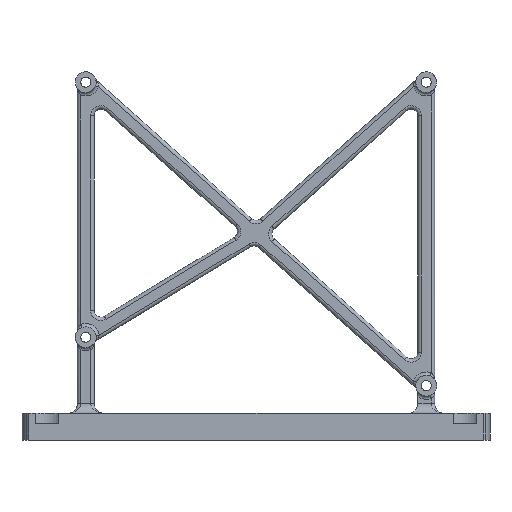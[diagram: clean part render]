
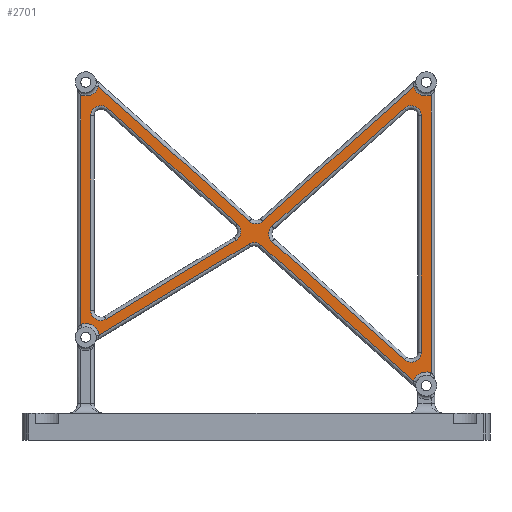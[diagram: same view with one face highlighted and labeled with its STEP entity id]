
A CAD part, front view. The second image highlights one B-rep face of the part: STEP entity #2701.
In plain terms, the highlighted planar face has unit normal (0, -1, 0).
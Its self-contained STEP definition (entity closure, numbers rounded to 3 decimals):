
#22=FACE_BOUND('',#714,.T.);
#23=FACE_BOUND('',#715,.T.);
#116=LINE('',#4366,#288);
#117=LINE('',#4371,#289);
#118=LINE('',#4375,#290);
#119=LINE('',#4379,#291);
#120=LINE('',#4383,#292);
#121=LINE('',#4386,#293);
#122=LINE('',#4391,#294);
#123=LINE('',#4395,#295);
#124=LINE('',#4398,#296);
#125=LINE('',#4403,#297);
#126=LINE('',#4407,#298);
#127=LINE('',#4410,#299);
#288=VECTOR('',#3248,10.);
#289=VECTOR('',#3253,10.);
#290=VECTOR('',#3256,10.);
#291=VECTOR('',#3259,10.);
#292=VECTOR('',#3262,10.);
#293=VECTOR('',#3265,10.);
#294=VECTOR('',#3268,10.);
#295=VECTOR('',#3271,10.);
#296=VECTOR('',#3274,10.);
#297=VECTOR('',#3277,10.);
#298=VECTOR('',#3280,10.);
#299=VECTOR('',#3283,10.);
#455=PLANE('',#2894);
#544=FACE_OUTER_BOUND('',#713,.T.);
#713=EDGE_LOOP('',(#1874,#1875,#1876,#1877,#1878,#1879,#1880,#1881,#1882,
#1883,#1884,#1885));
#714=EDGE_LOOP('',(#1886,#1887,#1888,#1889,#1890,#1891));
#715=EDGE_LOOP('',(#1892,#1893,#1894,#1895,#1896,#1897));
#895=CIRCLE('',#2886,4.1);
#902=CIRCLE('',#2895,3.);
#903=CIRCLE('',#2896,4.1);
#904=CIRCLE('',#2897,4.1);
#905=CIRCLE('',#2898,3.);
#906=CIRCLE('',#2899,4.1);
#907=CIRCLE('',#2900,3.);
#908=CIRCLE('',#2901,3.);
#909=CIRCLE('',#2902,3.);
#910=CIRCLE('',#2903,3.);
#911=CIRCLE('',#2904,3.);
#912=CIRCLE('',#2905,3.);
#1149=VERTEX_POINT('',#4214);
#1151=VERTEX_POINT('',#4217);
#1160=VERTEX_POINT('',#4364);
#1161=VERTEX_POINT('',#4368);
#1162=VERTEX_POINT('',#4370);
#1163=VERTEX_POINT('',#4372);
#1164=VERTEX_POINT('',#4374);
#1165=VERTEX_POINT('',#4376);
#1166=VERTEX_POINT('',#4378);
#1167=VERTEX_POINT('',#4380);
#1168=VERTEX_POINT('',#4382);
#1169=VERTEX_POINT('',#4384);
#1170=VERTEX_POINT('',#4387);
#1171=VERTEX_POINT('',#4388);
#1172=VERTEX_POINT('',#4390);
#1173=VERTEX_POINT('',#4392);
#1174=VERTEX_POINT('',#4394);
#1175=VERTEX_POINT('',#4396);
#1176=VERTEX_POINT('',#4399);
#1177=VERTEX_POINT('',#4400);
#1178=VERTEX_POINT('',#4402);
#1179=VERTEX_POINT('',#4404);
#1180=VERTEX_POINT('',#4406);
#1181=VERTEX_POINT('',#4408);
#1415=EDGE_CURVE('',#1151,#1149,#895,.T.);
#1431=EDGE_CURVE('',#1149,#1160,#116,.T.);
#1432=EDGE_CURVE('',#1160,#1161,#902,.T.);
#1433=EDGE_CURVE('',#1161,#1162,#117,.T.);
#1434=EDGE_CURVE('',#1162,#1163,#903,.T.);
#1435=EDGE_CURVE('',#1163,#1164,#118,.T.);
#1436=EDGE_CURVE('',#1164,#1165,#904,.T.);
#1437=EDGE_CURVE('',#1165,#1166,#119,.T.);
#1438=EDGE_CURVE('',#1166,#1167,#905,.T.);
#1439=EDGE_CURVE('',#1167,#1168,#120,.T.);
#1440=EDGE_CURVE('',#1168,#1169,#906,.T.);
#1441=EDGE_CURVE('',#1169,#1151,#121,.T.);
#1442=EDGE_CURVE('',#1170,#1171,#907,.T.);
#1443=EDGE_CURVE('',#1171,#1172,#122,.T.);
#1444=EDGE_CURVE('',#1172,#1173,#908,.T.);
#1445=EDGE_CURVE('',#1173,#1174,#123,.T.);
#1446=EDGE_CURVE('',#1174,#1175,#909,.T.);
#1447=EDGE_CURVE('',#1175,#1170,#124,.T.);
#1448=EDGE_CURVE('',#1176,#1177,#910,.T.);
#1449=EDGE_CURVE('',#1177,#1178,#125,.T.);
#1450=EDGE_CURVE('',#1178,#1179,#911,.T.);
#1451=EDGE_CURVE('',#1179,#1180,#126,.T.);
#1452=EDGE_CURVE('',#1180,#1181,#912,.T.);
#1453=EDGE_CURVE('',#1181,#1176,#127,.T.);
#1874=ORIENTED_EDGE('',*,*,#1415,.T.);
#1875=ORIENTED_EDGE('',*,*,#1431,.T.);
#1876=ORIENTED_EDGE('',*,*,#1432,.T.);
#1877=ORIENTED_EDGE('',*,*,#1433,.T.);
#1878=ORIENTED_EDGE('',*,*,#1434,.T.);
#1879=ORIENTED_EDGE('',*,*,#1435,.T.);
#1880=ORIENTED_EDGE('',*,*,#1436,.T.);
#1881=ORIENTED_EDGE('',*,*,#1437,.T.);
#1882=ORIENTED_EDGE('',*,*,#1438,.T.);
#1883=ORIENTED_EDGE('',*,*,#1439,.T.);
#1884=ORIENTED_EDGE('',*,*,#1440,.T.);
#1885=ORIENTED_EDGE('',*,*,#1441,.T.);
#1886=ORIENTED_EDGE('',*,*,#1442,.T.);
#1887=ORIENTED_EDGE('',*,*,#1443,.T.);
#1888=ORIENTED_EDGE('',*,*,#1444,.T.);
#1889=ORIENTED_EDGE('',*,*,#1445,.T.);
#1890=ORIENTED_EDGE('',*,*,#1446,.T.);
#1891=ORIENTED_EDGE('',*,*,#1447,.T.);
#1892=ORIENTED_EDGE('',*,*,#1448,.T.);
#1893=ORIENTED_EDGE('',*,*,#1449,.T.);
#1894=ORIENTED_EDGE('',*,*,#1450,.T.);
#1895=ORIENTED_EDGE('',*,*,#1451,.T.);
#1896=ORIENTED_EDGE('',*,*,#1452,.T.);
#1897=ORIENTED_EDGE('',*,*,#1453,.T.);
#2701=ADVANCED_FACE('',(#544,#22,#23),#455,.T.);
#2886=AXIS2_PLACEMENT_3D('',#4218,#3231,#3232);
#2894=AXIS2_PLACEMENT_3D('',#4367,#3249,#3250);
#2895=AXIS2_PLACEMENT_3D('',#4369,#3251,#3252);
#2896=AXIS2_PLACEMENT_3D('',#4373,#3254,#3255);
#2897=AXIS2_PLACEMENT_3D('',#4377,#3257,#3258);
#2898=AXIS2_PLACEMENT_3D('',#4381,#3260,#3261);
#2899=AXIS2_PLACEMENT_3D('',#4385,#3263,#3264);
#2900=AXIS2_PLACEMENT_3D('',#4389,#3266,#3267);
#2901=AXIS2_PLACEMENT_3D('',#4393,#3269,#3270);
#2902=AXIS2_PLACEMENT_3D('',#4397,#3272,#3273);
#2903=AXIS2_PLACEMENT_3D('',#4401,#3275,#3276);
#2904=AXIS2_PLACEMENT_3D('',#4405,#3278,#3279);
#2905=AXIS2_PLACEMENT_3D('',#4409,#3281,#3282);
#3231=DIRECTION('center_axis',(0.,1.,0.));
#3232=DIRECTION('ref_axis',(-0.409,0.,-0.913));
#3248=DIRECTION('',(-0.746,0.,-0.665));
#3249=DIRECTION('center_axis',(0.,-1.,0.));
#3250=DIRECTION('ref_axis',(-1.,0.,0.));
#3251=DIRECTION('center_axis',(0.,1.,0.));
#3252=DIRECTION('ref_axis',(0.,0.,-1.));
#3253=DIRECTION('',(-0.746,0.,0.665));
#3254=DIRECTION('center_axis',(0.,1.,0.));
#3255=DIRECTION('ref_axis',(0.409,0.,-0.913));
#3256=DIRECTION('',(0.,0.,-1.));
#3257=DIRECTION('center_axis',(0.,1.,0.));
#3258=DIRECTION('ref_axis',(0.491,0.,0.871));
#3259=DIRECTION('',(0.855,0.,0.519));
#3260=DIRECTION('center_axis',(0.,1.,0.));
#3261=DIRECTION('ref_axis',(0.091,0.,0.996));
#3262=DIRECTION('',(0.746,0.,-0.665));
#3263=DIRECTION('center_axis',(0.,1.,0.));
#3264=DIRECTION('ref_axis',(-0.409,0.,0.913));
#3265=DIRECTION('',(0.,0.,1.));
#3266=DIRECTION('center_axis',(0.,1.,0.));
#3267=DIRECTION('ref_axis',(0.409,0.,-0.913));
#3268=DIRECTION('',(-0.746,0.,0.665));
#3269=DIRECTION('center_axis',(0.,1.,0.));
#3270=DIRECTION('ref_axis',(-1.,0.,0.));
#3271=DIRECTION('',(0.746,0.,0.665));
#3272=DIRECTION('center_axis',(0.,1.,0.));
#3273=DIRECTION('ref_axis',(0.409,0.,0.913));
#3274=DIRECTION('',(0.,0.,-1.));
#3275=DIRECTION('center_axis',(0.,1.,0.));
#3276=DIRECTION('ref_axis',(0.996,0.,-0.091));
#3277=DIRECTION('',(-0.855,0.,-0.519));
#3278=DIRECTION('center_axis',(0.,1.,0.));
#3279=DIRECTION('ref_axis',(-0.491,0.,-0.871));
#3280=DIRECTION('',(0.,0.,1.));
#3281=DIRECTION('center_axis',(0.,1.,0.));
#3282=DIRECTION('ref_axis',(-0.409,0.,0.913));
#3283=DIRECTION('',(0.746,0.,-0.665));
#4214=CARTESIAN_POINT('',(47.079,-4.,43.976));
#4217=CARTESIAN_POINT('',(52.425,-4.,41.579));
#4218=CARTESIAN_POINT('Origin',(50.925,-4.,45.395));
#4364=CARTESIAN_POINT('',(1.996,-4.,3.789));
#4366=CARTESIAN_POINT('',(-0.812,-4.,1.286));
#4367=CARTESIAN_POINT('Origin',(0.,-4.,-2.6));
#4368=CARTESIAN_POINT('',(-1.996,-4.,3.789));
#4369=CARTESIAN_POINT('Origin',(0.,-4.,6.028));
#4370=CARTESIAN_POINT('',(-47.079,-4.,43.976));
#4371=CARTESIAN_POINT('',(-23.134,-4.,22.632));
#4372=CARTESIAN_POINT('',(-52.425,-4.,41.579));
#4373=CARTESIAN_POINT('Origin',(-50.925,-4.,45.395));
#4374=CARTESIAN_POINT('',(-52.425,-4.,-27.089));
#4375=CARTESIAN_POINT('',(-52.425,-4.,-15.836));
#4376=CARTESIAN_POINT('',(-46.885,-4.,-30.208));
#4377=CARTESIAN_POINT('Origin',(-50.925,-4.,-30.905));
#4378=CARTESIAN_POINT('',(-2.067,-4.,-3.009));
#4379=CARTESIAN_POINT('',(-0.589,-4.,-2.112));
#4380=CARTESIAN_POINT('',(1.486,-4.,-3.334));
#4381=CARTESIAN_POINT('Origin',(-0.51,-4.,-5.573));
#4382=CARTESIAN_POINT('',(47.079,-4.,-43.976));
#4383=CARTESIAN_POINT('',(24.426,-4.,-23.783));
#4384=CARTESIAN_POINT('',(52.425,-4.,-41.579));
#4385=CARTESIAN_POINT('Origin',(50.925,-4.,-45.395));
#4386=CARTESIAN_POINT('',(52.425,-4.,20.481));
#4387=CARTESIAN_POINT('',(49.425,-4.,-35.355));
#4388=CARTESIAN_POINT('',(44.429,-4.,-37.595));
#4389=CARTESIAN_POINT('Origin',(46.425,-4.,-35.355));
#4390=CARTESIAN_POINT('',(4.766,-4.,-2.239));
#4391=CARTESIAN_POINT('',(2.691,-4.,-0.389));
#4392=CARTESIAN_POINT('',(4.766,-4.,2.239));
#4393=CARTESIAN_POINT('Origin',(6.763,-4.,0.));
#4394=CARTESIAN_POINT('',(44.429,-4.,37.595));
#4395=CARTESIAN_POINT('',(23.733,-4.,19.146));
#4396=CARTESIAN_POINT('',(49.425,-4.,35.355));
#4397=CARTESIAN_POINT('Origin',(46.425,-4.,35.355));
#4398=CARTESIAN_POINT('',(49.425,-4.,-21.209));
#4399=CARTESIAN_POINT('',(-5.541,-4.,2.929));
#4400=CARTESIAN_POINT('',(-5.98,-4.,-1.875));
#4401=CARTESIAN_POINT('Origin',(-7.537,-4.,0.69));
#4402=CARTESIAN_POINT('',(-44.869,-4.,-25.475));
#4403=CARTESIAN_POINT('',(-24.919,-4.,-13.368));
#4404=CARTESIAN_POINT('',(-49.425,-4.,-22.91));
#4405=CARTESIAN_POINT('Origin',(-46.425,-4.,-22.91));
#4406=CARTESIAN_POINT('',(-49.425,-4.,35.355));
#4407=CARTESIAN_POINT('',(-49.425,-4.,18.609));
#4408=CARTESIAN_POINT('',(-44.429,-4.,37.595));
#4409=CARTESIAN_POINT('Origin',(-46.425,-4.,35.355));
#4410=CARTESIAN_POINT('',(-1.614,-4.,-0.571));
